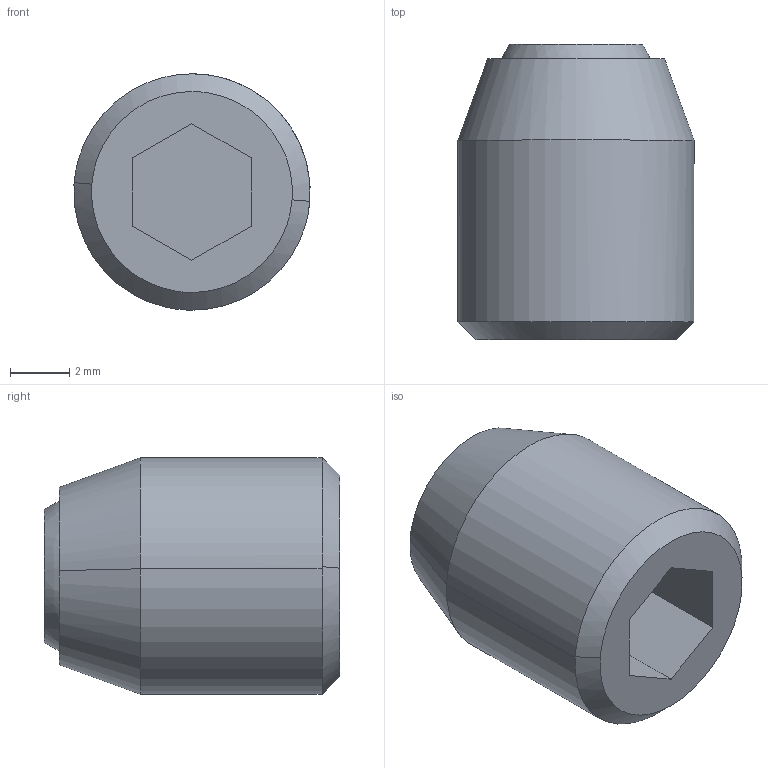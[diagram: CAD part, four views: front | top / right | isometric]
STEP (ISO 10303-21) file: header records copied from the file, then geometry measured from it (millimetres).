
FILE_DESCRIPTION((''),'2;1');
FILE_NAME('','2005-07-15T11:42:42',(''),(''),'','CADfix','');
FILE_SCHEMA(('AUTOMOTIVE_DESIGN'));
Length unit declared in the file: millimetre
Products named in the file (3): body; ball; SCS_M8_10_F_17568_36
Assembly tree (2 placements, depth 2):
  SCS_M8_10_F_17568_36
    body
    ball
Bounding box: 7.99 x 10 x 8 mm (x, y, z)
Volume: 345.6 mm3; surface area: 536 mm2
Topology: 2 solids, 2 shells, 20 faces, 55 edges, 41 vertices
Faces by surface type: bspline 20
Entity records: 772 total; most frequent: CARTESIAN_POINT 387, ORIENTED_EDGE 110, EDGE_CURVE 55, VERTEX_POINT 41, QUASI_UNIFORM_CURVE 26, EDGE_LOOP 22, FACE_OUTER_BOUND 20, ADVANCED_FACE 20
